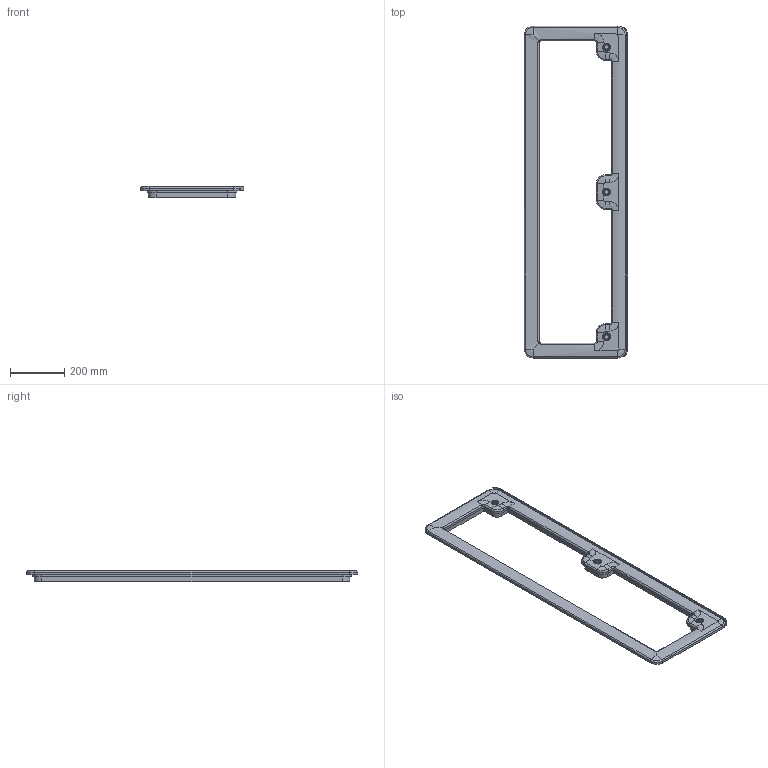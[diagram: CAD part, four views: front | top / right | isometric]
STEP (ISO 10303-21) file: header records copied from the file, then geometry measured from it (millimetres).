
FILE_DESCRIPTION(('FreeCAD Model'),'2;1');
FILE_NAME('Open CASCADE Shape Model','2025-05-03T19:50:39',('FreeCAD'),( 'FreeCAD'),'Open CASCADE STEP processor 7.6','FreeCAD','Unknown');
FILE_SCHEMA(('AUTOMOTIVE_DESIGN { 1 0 10303 214 1 1 1 1 }'));
Length unit declared in the file: millimetre
Products named in the file (1): Open CASCADE STEP translator 7.6 1
Bounding box: 380.56 x 1218.66 x 41.8 mm (x, y, z)
Volume: 4328225.7 mm3; surface area: 642119.5 mm2
Topology: 4 solids, 4 shells, 235 faces, 598 edges, 373 vertices
Faces by surface type: bspline 235
Entity records: 7081 total; most frequent: CARTESIAN_POINT 3719, ORIENTED_EDGE 1190, EDGE_CURVE 595, VERTEX_POINT 373, B_SPLINE_CURVE_WITH_KNOTS 350, FACE_BOUND 248, EDGE_LOOP 248, ADVANCED_FACE 235
